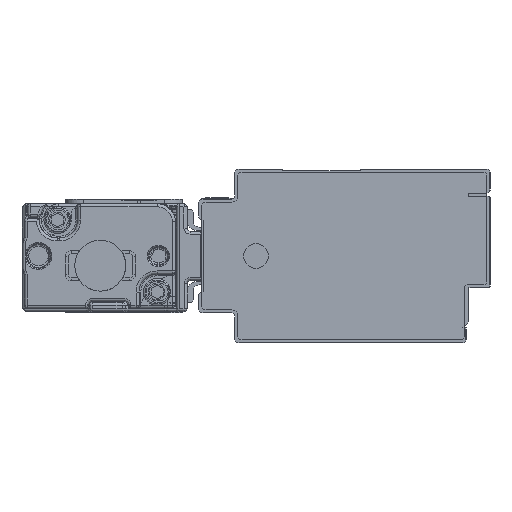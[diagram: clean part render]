
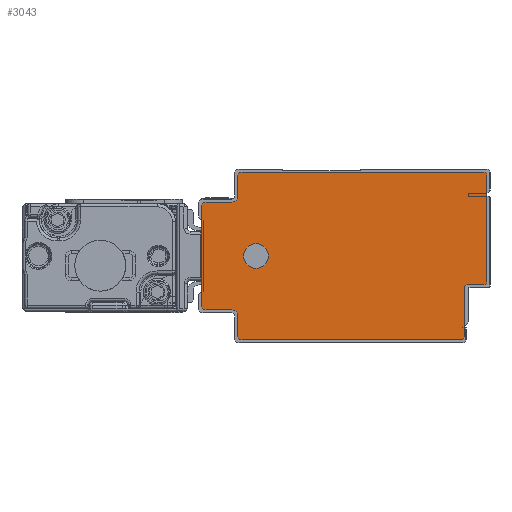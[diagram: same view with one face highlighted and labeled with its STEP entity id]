
A CAD part, left-side view. The second image highlights one B-rep face of the part: STEP entity #3043.
In plain terms, the highlighted planar face has unit normal (-1, 0, 0).
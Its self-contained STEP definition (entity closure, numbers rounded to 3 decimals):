
#1451=AXIS2_PLACEMENT_3D('Circle Axis2P3D',#1449,#1450,$) ;
#1489=AXIS2_PLACEMENT_3D('Circle Axis2P3D',#1487,#1488,$) ;
#1527=AXIS2_PLACEMENT_3D('Circle Axis2P3D',#1525,#1526,$) ;
#1565=AXIS2_PLACEMENT_3D('Circle Axis2P3D',#1563,#1564,$) ;
#2913=AXIS2_PLACEMENT_3D('Circle Axis2P3D',#2911,#2912,$) ;
#2933=AXIS2_PLACEMENT_3D('Plane Axis2P3D',#2930,#2931,#2932) ;
#2937=AXIS2_PLACEMENT_3D('Circle Axis2P3D',#2935,#2936,$) ;
#2951=AXIS2_PLACEMENT_3D('Circle Axis2P3D',#2949,#2950,$) ;
#2965=AXIS2_PLACEMENT_3D('Circle Axis2P3D',#2963,#2964,$) ;
#2979=AXIS2_PLACEMENT_3D('Circle Axis2P3D',#2977,#2978,$) ;
#2993=AXIS2_PLACEMENT_3D('Circle Axis2P3D',#2991,#2992,$) ;
#3027=AXIS2_PLACEMENT_3D('Circle Axis2P3D',#3025,#3026,$) ;
#3036=AXIS2_PLACEMENT_3D('Circle Axis2P3D',#3034,#3035,$) ;
#1407=CARTESIAN_POINT('Line Origine',(-975.5,-3.5,19.1)) ;
#1411=CARTESIAN_POINT('Vertex',(-975.5,-3.5,28.)) ;
#1413=CARTESIAN_POINT('Vertex',(-975.5,-3.5,10.2)) ;
#1449=CARTESIAN_POINT('Axis2P3D Location',(-975.5,-3.,28.)) ;
#1453=CARTESIAN_POINT('Vertex',(-975.5,-3.,28.5)) ;
#1468=CARTESIAN_POINT('Line Origine',(-975.5,17.25,28.5)) ;
#1472=CARTESIAN_POINT('Vertex',(-975.5,37.5,28.5)) ;
#1487=CARTESIAN_POINT('Axis2P3D Location',(-975.5,37.5,28.)) ;
#1491=CARTESIAN_POINT('Vertex',(-975.5,38.,28.)) ;
#1506=CARTESIAN_POINT('Line Origine',(-975.5,38.,26.25)) ;
#1510=CARTESIAN_POINT('Vertex',(-975.5,38.,24.5)) ;
#1525=CARTESIAN_POINT('Axis2P3D Location',(-975.5,39.,24.5)) ;
#1529=CARTESIAN_POINT('Vertex',(-975.5,39.,23.5)) ;
#1544=CARTESIAN_POINT('Line Origine',(-975.5,41.25,23.5)) ;
#1548=CARTESIAN_POINT('Vertex',(-975.5,43.5,23.5)) ;
#1563=CARTESIAN_POINT('Axis2P3D Location',(-975.5,43.5,23.)) ;
#1567=CARTESIAN_POINT('Vertex',(-975.5,44.,23.)) ;
#1582=CARTESIAN_POINT('Line Origine',(-975.5,44.,14.5)) ;
#1586=CARTESIAN_POINT('Vertex',(-975.5,44.,6.)) ;
#2911=CARTESIAN_POINT('Axis2P3D Location',(-975.5,-3.,10.2)) ;
#2915=CARTESIAN_POINT('Vertex',(-975.5,-3.,9.7)) ;
#2930=CARTESIAN_POINT('Axis2P3D Location',(-975.5,0.,0.)) ;
#2935=CARTESIAN_POINT('Axis2P3D Location',(-975.5,43.5,6.)) ;
#2939=CARTESIAN_POINT('Vertex',(-975.5,43.5,5.5)) ;
#2942=CARTESIAN_POINT('Line Origine',(-975.5,41.25,5.5)) ;
#2946=CARTESIAN_POINT('Vertex',(-975.5,39.,5.5)) ;
#2949=CARTESIAN_POINT('Axis2P3D Location',(-975.5,39.,4.5)) ;
#2953=CARTESIAN_POINT('Vertex',(-975.5,38.,4.5)) ;
#2956=CARTESIAN_POINT('Line Origine',(-975.5,38.,2.75)) ;
#2960=CARTESIAN_POINT('Vertex',(-975.5,38.,1.)) ;
#2963=CARTESIAN_POINT('Axis2P3D Location',(-975.5,37.5,1.)) ;
#2967=CARTESIAN_POINT('Vertex',(-975.5,37.5,0.5)) ;
#2970=CARTESIAN_POINT('Line Origine',(-975.5,19.15,0.5)) ;
#2974=CARTESIAN_POINT('Vertex',(-975.5,0.8,0.5)) ;
#2977=CARTESIAN_POINT('Axis2P3D Location',(-975.5,0.8,1.)) ;
#2981=CARTESIAN_POINT('Vertex',(-975.5,0.3,1.)) ;
#2984=CARTESIAN_POINT('Line Origine',(-975.5,0.3,5.1)) ;
#2988=CARTESIAN_POINT('Vertex',(-975.5,0.3,9.2)) ;
#2991=CARTESIAN_POINT('Axis2P3D Location',(-975.5,-0.2,9.2)) ;
#2995=CARTESIAN_POINT('Vertex',(-975.5,-0.2,9.7)) ;
#2998=CARTESIAN_POINT('Line Origine',(-975.5,-1.6,9.7)) ;
#3025=CARTESIAN_POINT('Axis2P3D Location',(-975.5,35.,14.5)) ;
#3029=CARTESIAN_POINT('Vertex',(-975.5,33.186,13.509)) ;
#3031=CARTESIAN_POINT('Vertex',(-975.5,36.814,15.491)) ;
#3034=CARTESIAN_POINT('Axis2P3D Location',(-975.5,35.,14.5)) ;
#1408=DIRECTION('Vector Direction',(0.,0.,-1.)) ;
#1450=DIRECTION('Axis2P3D Direction',(1.,0.,0.)) ;
#1469=DIRECTION('Vector Direction',(0.,1.,0.)) ;
#1488=DIRECTION('Axis2P3D Direction',(1.,0.,0.)) ;
#1507=DIRECTION('Vector Direction',(0.,0.,1.)) ;
#1526=DIRECTION('Axis2P3D Direction',(1.,0.,0.)) ;
#1545=DIRECTION('Vector Direction',(0.,1.,0.)) ;
#1564=DIRECTION('Axis2P3D Direction',(1.,0.,0.)) ;
#1583=DIRECTION('Vector Direction',(0.,0.,1.)) ;
#2912=DIRECTION('Axis2P3D Direction',(1.,0.,0.)) ;
#2931=DIRECTION('Axis2P3D Direction',(1.,0.,0.)) ;
#2932=DIRECTION('Axis2P3D XDirection',(0.,1.,0.)) ;
#2936=DIRECTION('Axis2P3D Direction',(1.,0.,0.)) ;
#2943=DIRECTION('Vector Direction',(0.,-1.,0.)) ;
#2950=DIRECTION('Axis2P3D Direction',(1.,0.,0.)) ;
#2957=DIRECTION('Vector Direction',(0.,0.,1.)) ;
#2964=DIRECTION('Axis2P3D Direction',(1.,0.,0.)) ;
#2971=DIRECTION('Vector Direction',(0.,-1.,0.)) ;
#2978=DIRECTION('Axis2P3D Direction',(1.,0.,0.)) ;
#2985=DIRECTION('Vector Direction',(0.,0.,-1.)) ;
#2992=DIRECTION('Axis2P3D Direction',(1.,0.,0.)) ;
#2999=DIRECTION('Vector Direction',(0.,1.,0.)) ;
#3026=DIRECTION('Axis2P3D Direction',(1.,0.,0.)) ;
#3035=DIRECTION('Axis2P3D Direction',(1.,0.,0.)) ;
#1409=VECTOR('Line Direction',#1408,1.) ;
#1470=VECTOR('Line Direction',#1469,1.) ;
#1508=VECTOR('Line Direction',#1507,1.) ;
#1546=VECTOR('Line Direction',#1545,1.) ;
#1584=VECTOR('Line Direction',#1583,1.) ;
#2944=VECTOR('Line Direction',#2943,1.) ;
#2958=VECTOR('Line Direction',#2957,1.) ;
#2972=VECTOR('Line Direction',#2971,1.) ;
#2986=VECTOR('Line Direction',#2985,1.) ;
#3000=VECTOR('Line Direction',#2999,1.) ;
#3004=ORIENTED_EDGE('',*,*,#1474,.F.) ;
#3005=ORIENTED_EDGE('',*,*,#1493,.F.) ;
#3006=ORIENTED_EDGE('',*,*,#1512,.F.) ;
#3007=ORIENTED_EDGE('',*,*,#1531,.F.) ;
#3008=ORIENTED_EDGE('',*,*,#1550,.F.) ;
#3009=ORIENTED_EDGE('',*,*,#1569,.F.) ;
#3010=ORIENTED_EDGE('',*,*,#1588,.F.) ;
#3011=ORIENTED_EDGE('',*,*,#2941,.F.) ;
#3012=ORIENTED_EDGE('',*,*,#2948,.F.) ;
#3013=ORIENTED_EDGE('',*,*,#2955,.F.) ;
#3014=ORIENTED_EDGE('',*,*,#2962,.F.) ;
#3015=ORIENTED_EDGE('',*,*,#2969,.F.) ;
#3016=ORIENTED_EDGE('',*,*,#2976,.F.) ;
#3017=ORIENTED_EDGE('',*,*,#2983,.F.) ;
#3018=ORIENTED_EDGE('',*,*,#2990,.F.) ;
#3019=ORIENTED_EDGE('',*,*,#2997,.F.) ;
#3020=ORIENTED_EDGE('',*,*,#3002,.F.) ;
#3021=ORIENTED_EDGE('',*,*,#2917,.F.) ;
#3022=ORIENTED_EDGE('',*,*,#1415,.F.) ;
#3023=ORIENTED_EDGE('',*,*,#1455,.F.) ;
#3040=ORIENTED_EDGE('',*,*,#3033,.T.) ;
#3041=ORIENTED_EDGE('',*,*,#3038,.T.) ;
#3042=FACE_BOUND('',#3039,.T.) ;
#3043=ADVANCED_FACE('\X2\FF8EFF9EFF83FF9EFF68FF70\X0\.2',(#3024,#3042),#2934,.F.) ;
#1452=CIRCLE('generated circle',#1451,0.5) ;
#1490=CIRCLE('generated circle',#1489,0.5) ;
#1528=CIRCLE('generated circle',#1527,1.) ;
#1566=CIRCLE('generated circle',#1565,0.5) ;
#2914=CIRCLE('generated circle',#2913,0.5) ;
#2938=CIRCLE('generated circle',#2937,0.5) ;
#2952=CIRCLE('generated circle',#2951,1.) ;
#2966=CIRCLE('generated circle',#2965,0.5) ;
#2980=CIRCLE('generated circle',#2979,0.5) ;
#2994=CIRCLE('generated circle',#2993,0.5) ;
#3028=CIRCLE('generated circle',#3027,2.067) ;
#3037=CIRCLE('generated circle',#3036,2.067) ;
#1415=EDGE_CURVE('',#1412,#1414,#1410,.T.) ;
#1455=EDGE_CURVE('',#1454,#1412,#1452,.T.) ;
#1474=EDGE_CURVE('',#1473,#1454,#1471,.F.) ;
#1493=EDGE_CURVE('',#1492,#1473,#1490,.T.) ;
#1512=EDGE_CURVE('',#1511,#1492,#1509,.T.) ;
#1531=EDGE_CURVE('',#1530,#1511,#1528,.F.) ;
#1550=EDGE_CURVE('',#1549,#1530,#1547,.F.) ;
#1569=EDGE_CURVE('',#1568,#1549,#1566,.T.) ;
#1588=EDGE_CURVE('',#1587,#1568,#1585,.T.) ;
#2917=EDGE_CURVE('',#1414,#2916,#2914,.T.) ;
#2941=EDGE_CURVE('',#2940,#1587,#2938,.T.) ;
#2948=EDGE_CURVE('',#2947,#2940,#2945,.F.) ;
#2955=EDGE_CURVE('',#2954,#2947,#2952,.F.) ;
#2962=EDGE_CURVE('',#2961,#2954,#2959,.T.) ;
#2969=EDGE_CURVE('',#2968,#2961,#2966,.T.) ;
#2976=EDGE_CURVE('',#2975,#2968,#2973,.F.) ;
#2983=EDGE_CURVE('',#2982,#2975,#2980,.T.) ;
#2990=EDGE_CURVE('',#2989,#2982,#2987,.T.) ;
#2997=EDGE_CURVE('',#2996,#2989,#2994,.F.) ;
#3002=EDGE_CURVE('',#2916,#2996,#3001,.T.) ;
#3033=EDGE_CURVE('',#3030,#3032,#3028,.T.) ;
#3038=EDGE_CURVE('',#3032,#3030,#3037,.T.) ;
#3003=EDGE_LOOP('',(#3004,#3005,#3006,#3007,#3008,#3009,#3010,#3011,#3012,#3013,#3014,#3015,#3016,#3017,#3018,#3019,#3020,#3021,#3022,#3023)) ;
#3039=EDGE_LOOP('',(#3040,#3041)) ;
#3024=FACE_OUTER_BOUND('',#3003,.T.) ;
#1410=LINE('Line',#1407,#1409) ;
#1471=LINE('Line',#1468,#1470) ;
#1509=LINE('Line',#1506,#1508) ;
#1547=LINE('Line',#1544,#1546) ;
#1585=LINE('Line',#1582,#1584) ;
#2945=LINE('Line',#2942,#2944) ;
#2959=LINE('Line',#2956,#2958) ;
#2973=LINE('Line',#2970,#2972) ;
#2987=LINE('Line',#2984,#2986) ;
#3001=LINE('Line',#2998,#3000) ;
#2934=PLANE('Plane',#2933) ;
#1412=VERTEX_POINT('',#1411) ;
#1414=VERTEX_POINT('',#1413) ;
#1454=VERTEX_POINT('',#1453) ;
#1473=VERTEX_POINT('',#1472) ;
#1492=VERTEX_POINT('',#1491) ;
#1511=VERTEX_POINT('',#1510) ;
#1530=VERTEX_POINT('',#1529) ;
#1549=VERTEX_POINT('',#1548) ;
#1568=VERTEX_POINT('',#1567) ;
#1587=VERTEX_POINT('',#1586) ;
#2916=VERTEX_POINT('',#2915) ;
#2940=VERTEX_POINT('',#2939) ;
#2947=VERTEX_POINT('',#2946) ;
#2954=VERTEX_POINT('',#2953) ;
#2961=VERTEX_POINT('',#2960) ;
#2968=VERTEX_POINT('',#2967) ;
#2975=VERTEX_POINT('',#2974) ;
#2982=VERTEX_POINT('',#2981) ;
#2989=VERTEX_POINT('',#2988) ;
#2996=VERTEX_POINT('',#2995) ;
#3030=VERTEX_POINT('',#3029) ;
#3032=VERTEX_POINT('',#3031) ;
